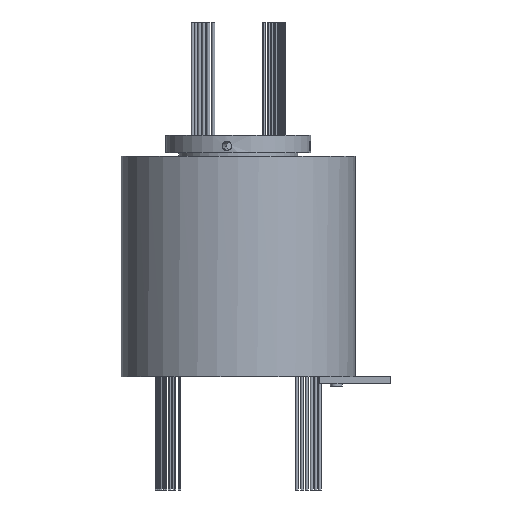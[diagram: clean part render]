
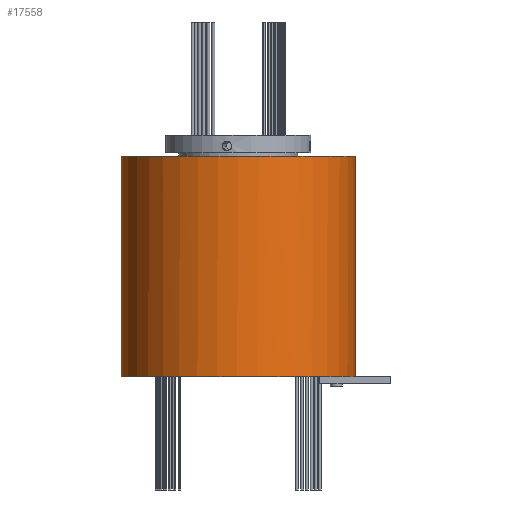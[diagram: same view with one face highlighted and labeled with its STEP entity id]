
A CAD part, front view. The second image highlights one B-rep face of the part: STEP entity #17558.
In plain terms, the highlighted cylindrical face has radius 49.5 mm (diameter 99 mm), a partial arc.
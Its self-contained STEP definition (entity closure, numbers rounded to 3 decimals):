
#7 = CIRCLE ( 'NONE', #8405, 49.5 ) ;
#532 = VERTEX_POINT ( 'NONE', #6211 ) ;
#1266 = DIRECTION ( 'NONE',  ( 0., 0., 1. ) ) ;
#2138 = CARTESIAN_POINT ( 'NONE',  ( 0., 0., -93.2 ) ) ;
#2353 = VERTEX_POINT ( 'NONE', #12386 ) ;
#2678 = EDGE_CURVE ( 'NONE', #12934, #4683, #11030, .T. ) ;
#2842 = DIRECTION ( 'NONE',  ( 1., 0., 0. ) ) ;
#3621 = DIRECTION ( 'NONE',  ( 0., 0., 1. ) ) ;
#3887 = EDGE_CURVE ( 'NONE', #532, #4311, #14072, .T. ) ;
#4059 = CARTESIAN_POINT ( 'NONE',  ( -49.5, 0., 0. ) ) ;
#4311 = VERTEX_POINT ( 'NONE', #4059 ) ;
#4683 = VERTEX_POINT ( 'NONE', #12457 ) ;
#4721 = CIRCLE ( 'NONE', #4846, 49.5 ) ;
#4790 = LINE ( 'NONE', #12123, #11441 ) ;
#4846 = AXIS2_PLACEMENT_3D ( 'NONE', #15569, #11240, #2842 ) ;
#4849 = DIRECTION ( 'NONE',  ( 1., 0., 0. ) ) ;
#5351 = CYLINDRICAL_SURFACE ( 'NONE', #16252, 49.5 ) ;
#5636 = FACE_OUTER_BOUND ( 'NONE', #9943, .T. ) ;
#5647 = CARTESIAN_POINT ( 'NONE',  ( 0., 0., -93.2 ) ) ;
#6211 = CARTESIAN_POINT ( 'NONE',  ( -49.5, 0., -93.2 ) ) ;
#7884 = DIRECTION ( 'NONE',  ( 0., 0., 1. ) ) ;
#8405 = AXIS2_PLACEMENT_3D ( 'NONE', #2138, #3621, #4849 ) ;
#8619 = DIRECTION ( 'NONE',  ( 0., 0., 1. ) ) ;
#9053 = EDGE_CURVE ( 'NONE', #532, #12934, #7, .T. ) ;
#9317 = CARTESIAN_POINT ( 'NONE',  ( 48.58, -9.5, -93.2 ) ) ;
#9714 = EDGE_CURVE ( 'NONE', #4311, #2353, #4721, .T. ) ;
#9943 = EDGE_LOOP ( 'NONE', ( #11517, #9984, #12651, #10305, #14948 ) ) ;
#9984 = ORIENTED_EDGE ( 'NONE', *, *, #9053, .T. ) ;
#10305 = ORIENTED_EDGE ( 'NONE', *, *, #16883, .T. ) ;
#11030 = CIRCLE ( 'NONE', #15926, 49.5 ) ;
#11240 = DIRECTION ( 'NONE',  ( 0., 0., 1. ) ) ;
#11441 = VECTOR ( 'NONE', #18127, 1000. ) ;
#11517 = ORIENTED_EDGE ( 'NONE', *, *, #3887, .F. ) ;
#12123 = CARTESIAN_POINT ( 'NONE',  ( 49.5, 0., -93.2 ) ) ;
#12386 = CARTESIAN_POINT ( 'NONE',  ( 49.5, 0., 0. ) ) ;
#12457 = CARTESIAN_POINT ( 'NONE',  ( 49.5, 0., -93.2 ) ) ;
#12651 = ORIENTED_EDGE ( 'NONE', *, *, #2678, .T. ) ;
#12934 = VERTEX_POINT ( 'NONE', #9317 ) ;
#14072 = LINE ( 'NONE', #14330, #16067 ) ;
#14330 = CARTESIAN_POINT ( 'NONE',  ( -49.5, 0., -93.2 ) ) ;
#14948 = ORIENTED_EDGE ( 'NONE', *, *, #9714, .F. ) ;
#15503 = DIRECTION ( 'NONE',  ( 1., 0., 0. ) ) ;
#15569 = CARTESIAN_POINT ( 'NONE',  ( 0., 0., 0. ) ) ;
#15926 = AXIS2_PLACEMENT_3D ( 'NONE', #16354, #7884, #16233 ) ;
#16067 = VECTOR ( 'NONE', #8619, 1000. ) ;
#16233 = DIRECTION ( 'NONE',  ( 1., 0., 0. ) ) ;
#16252 = AXIS2_PLACEMENT_3D ( 'NONE', #5647, #1266, #15503 ) ;
#16354 = CARTESIAN_POINT ( 'NONE',  ( 0., 0., -93.2 ) ) ;
#16883 = EDGE_CURVE ( 'NONE', #4683, #2353, #4790, .T. ) ;
#17558 = ADVANCED_FACE ( 'NONE', ( #5636 ), #5351, .T. ) ;
#18127 = DIRECTION ( 'NONE',  ( 0., 0., 1. ) ) ;
